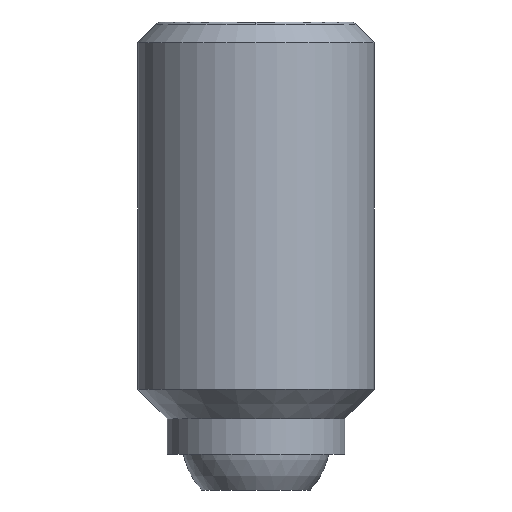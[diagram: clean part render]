
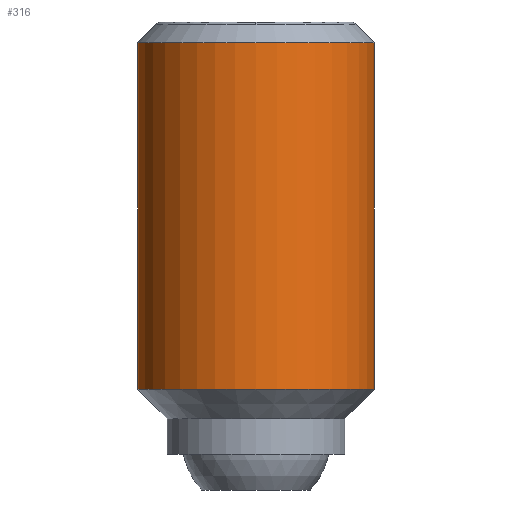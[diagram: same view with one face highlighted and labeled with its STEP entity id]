
A CAD part, front view. The second image highlights one B-rep face of the part: STEP entity #316.
In plain terms, the highlighted cylindrical face has radius 2 mm (diameter 4 mm), a partial arc.
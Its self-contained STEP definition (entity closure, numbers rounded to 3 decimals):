
#156=VERTEX_POINT('',#383);
#222=VERTEX_POINT('',#458);
#236=EDGE_CURVE('',#156,#222,#472,.T.);
#250=VERTEX_POINT('',#488);
#268=EDGE_CURVE('',#156,#250,#507,.T.);
#316=ADVANCED_FACE('',(#562),#563,.T.);
#320=EDGE_CURVE('',#250,#336,#567,.T.);
#322=EDGE_CURVE('',#336,#222,#569,.T.);
#336=VERTEX_POINT('',#585);
#383=CARTESIAN_POINT('',(-2.,0.,-6.2));
#458=CARTESIAN_POINT('',(2.,0.,-6.2));
#472=CIRCLE('',#774,2.);
#488=CARTESIAN_POINT('',(-2.,0.,-0.35));
#507=LINE('',#826,#827);
#562=FACE_OUTER_BOUND('',#908,.T.);
#563=CYLINDRICAL_SURFACE('',#909,2.);
#567=CIRCLE('',#924,2.);
#569=LINE('',#927,#928);
#585=CARTESIAN_POINT('',(2.,0.,-0.35));
#774=AXIS2_PLACEMENT_3D('',#1082,#1083,#1084);
#826=CARTESIAN_POINT('',(-2.,0.,-3.275));
#827=VECTOR('',#1115,1.0);
#908=EDGE_LOOP('',(#1188,#1189,#1190,#1191));
#909=AXIS2_PLACEMENT_3D('',#1192,#1193,#1194);
#924=AXIS2_PLACEMENT_3D('',#1195,#1196,#1197);
#927=CARTESIAN_POINT('',(2.,0.,-3.275));
#928=VECTOR('',#1198,1.0);
#1082=CARTESIAN_POINT('',(0.,0.,-6.2));
#1083=DIRECTION('',(0.0,0.0,1.0));
#1084=DIRECTION('',(-1.0,0.,0.0));
#1115=DIRECTION('',(0.0,0.0,1.0));
#1188=ORIENTED_EDGE('',*,*,#268,.F.);
#1189=ORIENTED_EDGE('',*,*,#236,.T.);
#1190=ORIENTED_EDGE('',*,*,#322,.F.);
#1191=ORIENTED_EDGE('',*,*,#320,.F.);
#1192=CARTESIAN_POINT('',(0.,0.,-3.275));
#1193=DIRECTION('',(-0.0,-0.0,-1.0));
#1194=DIRECTION('',(-1.0,0.,0.0));
#1195=CARTESIAN_POINT('',(0.,0.,-0.35));
#1196=DIRECTION('',(0.0,0.0,1.0));
#1197=DIRECTION('',(-1.0,0.,0.0));
#1198=DIRECTION('',(-0.0,-0.0,-1.0));
